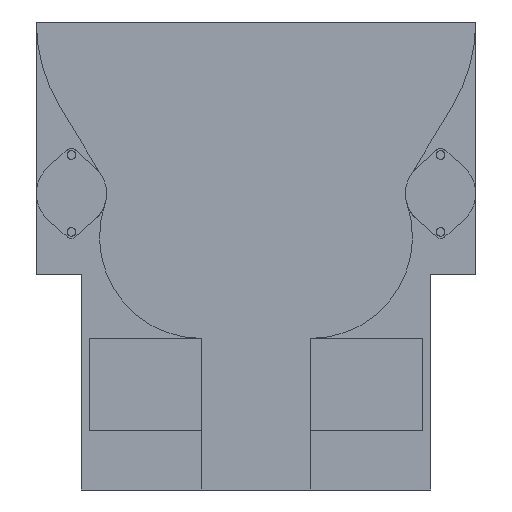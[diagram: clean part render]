
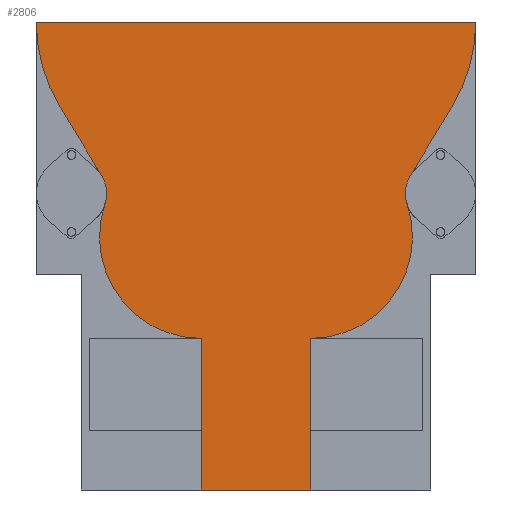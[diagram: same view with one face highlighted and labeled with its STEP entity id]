
A CAD part, front view. The second image highlights one B-rep face of the part: STEP entity #2806.
In plain terms, the highlighted planar face has unit normal (0, -1, 0).
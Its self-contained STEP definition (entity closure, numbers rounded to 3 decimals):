
#3 = AXIS2_PLACEMENT_3D ( 'NONE', #359, #2407, #2121 ) ;
#5 = AXIS2_PLACEMENT_3D ( 'NONE', #1615, #2106, #1418 ) ;
#17 = CARTESIAN_POINT ( 'NONE',  ( 0., 0., 0. ) ) ;
#23 = VERTEX_POINT ( 'NONE', #1267 ) ;
#46 = CARTESIAN_POINT ( 'NONE',  ( 125., 0., 0. ) ) ;
#60 = DIRECTION ( 'NONE',  ( 0., 0., 1. ) ) ;
#106 = ORIENTED_EDGE ( 'NONE', *, *, #977, .T. ) ;
#147 = CARTESIAN_POINT ( 'NONE',  ( 184., 0., -78.018 ) ) ;
#204 = ORIENTED_EDGE ( 'NONE', *, *, #1670, .T. ) ;
#228 = EDGE_CURVE ( 'NONE', #2640, #1860, #390, .T. ) ;
#281 = CARTESIAN_POINT ( 'NONE',  ( 75., 0., 0. ) ) ;
#348 = VERTEX_POINT ( 'NONE', #1387 ) ;
#358 = DIRECTION ( 'NONE',  ( 0., -1., 0. ) ) ;
#359 = CARTESIAN_POINT ( 'NONE',  ( 16., 0., -78.018 ) ) ;
#363 = ORIENTED_EDGE ( 'NONE', *, *, #386, .T. ) ;
#386 = EDGE_CURVE ( 'NONE', #1424, #2501, #1975, .T. ) ;
#390 = LINE ( 'NONE', #2910, #713 ) ;
#414 = VERTEX_POINT ( 'NONE', #521 ) ;
#418 = VECTOR ( 'NONE', #2608, 1000. ) ;
#430 = EDGE_LOOP ( 'NONE', ( #363, #648, #2277, #2785, #204, #106, #2723, #734, #2865, #499, #2173, #2436 ) ) ;
#449 = DIRECTION ( 'NONE',  ( 0., 0., -1. ) ) ;
#465 = EDGE_CURVE ( 'NONE', #1312, #2640, #2491, .T. ) ;
#499 = ORIENTED_EDGE ( 'NONE', *, *, #465, .T. ) ;
#521 = CARTESIAN_POINT ( 'NONE',  ( 75., 0., -213. ) ) ;
#540 = CARTESIAN_POINT ( 'NONE',  ( 10.976, 0., -39.063 ) ) ;
#564 = EDGE_CURVE ( 'NONE', #1860, #1424, #2821, .T. ) ;
#596 = DIRECTION ( 'NONE',  ( 0., 0., 1. ) ) ;
#648 = ORIENTED_EDGE ( 'NONE', *, *, #731, .T. ) ;
#713 = VECTOR ( 'NONE', #1748, 1000. ) ;
#722 = DIRECTION ( 'NONE',  ( 0., 0., -1. ) ) ;
#731 = EDGE_CURVE ( 'NONE', #2501, #414, #2715, .T. ) ;
#734 = ORIENTED_EDGE ( 'NONE', *, *, #2886, .F. ) ;
#738 = DIRECTION ( 'NONE',  ( 0., 1., 0. ) ) ;
#747 = DIRECTION ( 'NONE',  ( 0., -1., 0. ) ) ;
#750 = VERTEX_POINT ( 'NONE', #2271 ) ;
#753 = CIRCLE ( 'NONE', #1422, 46.221 ) ;
#940 = PLANE ( 'NONE',  #5 ) ;
#977 = EDGE_CURVE ( 'NONE', #348, #750, #1455, .T. ) ;
#1036 = CARTESIAN_POINT ( 'NONE',  ( 29.659, 0., -69.684 ) ) ;
#1067 = CARTESIAN_POINT ( 'NONE',  ( 170.341, 0., -69.684 ) ) ;
#1192 = DIRECTION ( 'NONE',  ( 0., -1., 0. ) ) ;
#1209 = AXIS2_PLACEMENT_3D ( 'NONE', #281, #1192, #60 ) ;
#1226 = CARTESIAN_POINT ( 'NONE',  ( 31.172, 0., -83.099 ) ) ;
#1267 = CARTESIAN_POINT ( 'NONE',  ( 189.024, 0., -39.063 ) ) ;
#1268 = CARTESIAN_POINT ( 'NONE',  ( 0., 0., -213. ) ) ;
#1289 = CARTESIAN_POINT ( 'NONE',  ( 125., 0., -213. ) ) ;
#1312 = VERTEX_POINT ( 'NONE', #17 ) ;
#1361 = CARTESIAN_POINT ( 'NONE',  ( 125., 0., -144. ) ) ;
#1368 = DIRECTION ( 'NONE',  ( 0., 0., 1. ) ) ;
#1387 = CARTESIAN_POINT ( 'NONE',  ( 168.828, 0., -83.099 ) ) ;
#1388 = DIRECTION ( 'NONE',  ( 0., 1., 0. ) ) ;
#1405 = FACE_OUTER_BOUND ( 'NONE', #430, .T. ) ;
#1418 = DIRECTION ( 'NONE',  ( 0., 0., 1. ) ) ;
#1422 = AXIS2_PLACEMENT_3D ( 'NONE', #1519, #358, #596 ) ;
#1424 = VERTEX_POINT ( 'NONE', #1226 ) ;
#1437 = CARTESIAN_POINT ( 'NONE',  ( 125., 0., 0. ) ) ;
#1455 = CIRCLE ( 'NONE', #1830, 16. ) ;
#1488 = VECTOR ( 'NONE', #449, 1000. ) ;
#1519 = CARTESIAN_POINT ( 'NONE',  ( 125., 0., -97.779 ) ) ;
#1533 = DIRECTION ( 'NONE',  ( 0.521, 0., 0.854 ) ) ;
#1615 = CARTESIAN_POINT ( 'NONE',  ( 0., 0., 0. ) ) ;
#1647 = DIRECTION ( 'NONE',  ( 0., 0., 1. ) ) ;
#1648 = EDGE_CURVE ( 'NONE', #1312, #2113, #2818, .T. ) ;
#1670 = EDGE_CURVE ( 'NONE', #2487, #348, #753, .T. ) ;
#1699 = LINE ( 'NONE', #1268, #418 ) ;
#1724 = EDGE_CURVE ( 'NONE', #414, #1891, #1699, .T. ) ;
#1748 = DIRECTION ( 'NONE',  ( 0.521, 0., -0.854 ) ) ;
#1752 = CARTESIAN_POINT ( 'NONE',  ( 200., 0., 0. ) ) ;
#1830 = AXIS2_PLACEMENT_3D ( 'NONE', #147, #1388, #1368 ) ;
#1852 = LINE ( 'NONE', #46, #2249 ) ;
#1860 = VERTEX_POINT ( 'NONE', #1036 ) ;
#1869 = AXIS2_PLACEMENT_3D ( 'NONE', #1437, #738, #1647 ) ;
#1891 = VERTEX_POINT ( 'NONE', #1289 ) ;
#1943 = VECTOR ( 'NONE', #1533, 1000. ) ;
#1975 = CIRCLE ( 'NONE', #2586, 46.221 ) ;
#2105 = CARTESIAN_POINT ( 'NONE',  ( 75., 0., -97.779 ) ) ;
#2106 = DIRECTION ( 'NONE',  ( 0., 1., 0. ) ) ;
#2113 = VERTEX_POINT ( 'NONE', #1752 ) ;
#2121 = DIRECTION ( 'NONE',  ( 0., 0., -1. ) ) ;
#2173 = ORIENTED_EDGE ( 'NONE', *, *, #228, .T. ) ;
#2175 = CARTESIAN_POINT ( 'NONE',  ( 0., 0., 0. ) ) ;
#2249 = VECTOR ( 'NONE', #2539, 1000. ) ;
#2271 = CARTESIAN_POINT ( 'NONE',  ( 170.341, 0., -69.684 ) ) ;
#2277 = ORIENTED_EDGE ( 'NONE', *, *, #1724, .T. ) ;
#2357 = EDGE_CURVE ( 'NONE', #750, #23, #2932, .T. ) ;
#2390 = DIRECTION ( 'NONE',  ( 1., 0., 0. ) ) ;
#2407 = DIRECTION ( 'NONE',  ( 0., 1., 0. ) ) ;
#2436 = ORIENTED_EDGE ( 'NONE', *, *, #564, .T. ) ;
#2487 = VERTEX_POINT ( 'NONE', #1361 ) ;
#2491 = CIRCLE ( 'NONE', #1209, 75. ) ;
#2494 = CARTESIAN_POINT ( 'NONE',  ( 75., 0., 0. ) ) ;
#2500 = CARTESIAN_POINT ( 'NONE',  ( 75., 0., -144. ) ) ;
#2501 = VERTEX_POINT ( 'NONE', #2500 ) ;
#2539 = DIRECTION ( 'NONE',  ( 0., 0., 1. ) ) ;
#2586 = AXIS2_PLACEMENT_3D ( 'NONE', #2105, #747, #722 ) ;
#2608 = DIRECTION ( 'NONE',  ( 1., 0., 0. ) ) ;
#2640 = VERTEX_POINT ( 'NONE', #540 ) ;
#2715 = LINE ( 'NONE', #2494, #1488 ) ;
#2723 = ORIENTED_EDGE ( 'NONE', *, *, #2357, .T. ) ;
#2785 = ORIENTED_EDGE ( 'NONE', *, *, #2814, .T. ) ;
#2806 = ADVANCED_FACE ( 'NONE', ( #1405 ), #940, .F. ) ;
#2814 = EDGE_CURVE ( 'NONE', #1891, #2487, #1852, .T. ) ;
#2818 = LINE ( 'NONE', #2175, #2848 ) ;
#2821 = CIRCLE ( 'NONE', #3, 16. ) ;
#2848 = VECTOR ( 'NONE', #2390, 1000. ) ;
#2865 = ORIENTED_EDGE ( 'NONE', *, *, #1648, .F. ) ;
#2886 = EDGE_CURVE ( 'NONE', #2113, #23, #2917, .T. ) ;
#2910 = CARTESIAN_POINT ( 'NONE',  ( 29.659, 0., -69.684 ) ) ;
#2917 = CIRCLE ( 'NONE', #1869, 75. ) ;
#2932 = LINE ( 'NONE', #1067, #1943 ) ;
